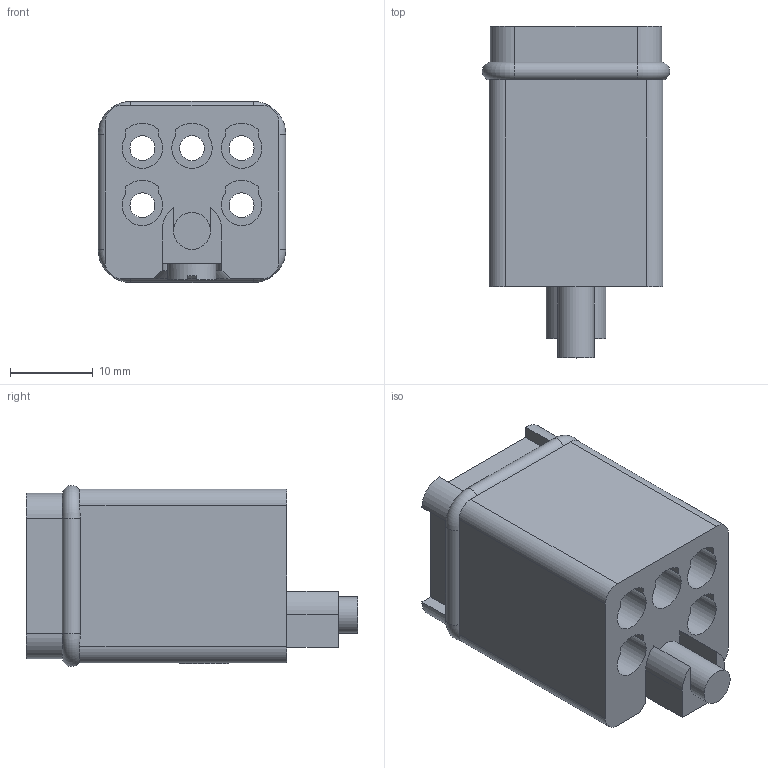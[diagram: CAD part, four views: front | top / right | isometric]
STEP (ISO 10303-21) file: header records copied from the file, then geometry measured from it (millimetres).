
FILE_DESCRIPTION (( 'STEP AP214' ), '1' );
FILE_NAME ('ZP-3A-5-MC-INSERT.STEP', '2011-11-18T20:29:37', ( '.ADC' ), ( 'ADC' ), 'SwSTEP 2.0', 'SolidWorks 2011', '' );
FILE_SCHEMA (( 'AUTOMOTIVE_DESIGN' ));
Length unit declared in the file: millimetre
Products named in the file (1): ZP-3A-5-MC-INSERT
Bounding box: 22.66 x 40.1 x 21.9 mm (x, y, z)
Volume: 8439.1 mm3; surface area: 6518.5 mm2
Topology: 1 solids, 1 shells, 112 faces, 299 edges, 190 vertices
Faces by surface type: plane 62, cylinder 41, torus 8, cone 1
Full cylindrical faces by diameter (mm): 2.5 x1, 3 x5, 4.45 x1, 5.9 x1
Entity records: 3661 total; most frequent: DIRECTION 626, CARTESIAN_POINT 610, ORIENTED_EDGE 578, EDGE_CURVE 289, AXIS2_PLACEMENT_3D 228, VERTEX_POINT 188, VECTOR 170, LINE 170
